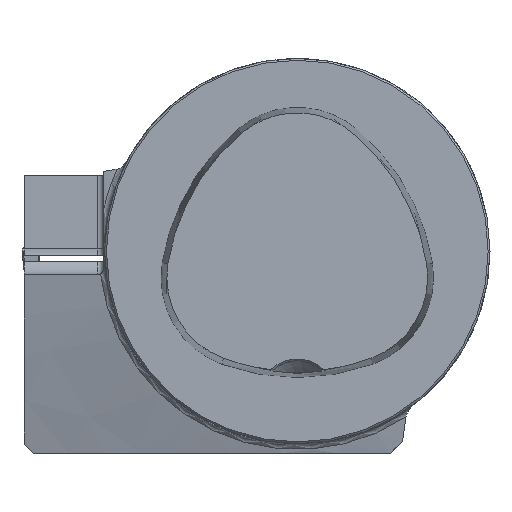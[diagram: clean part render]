
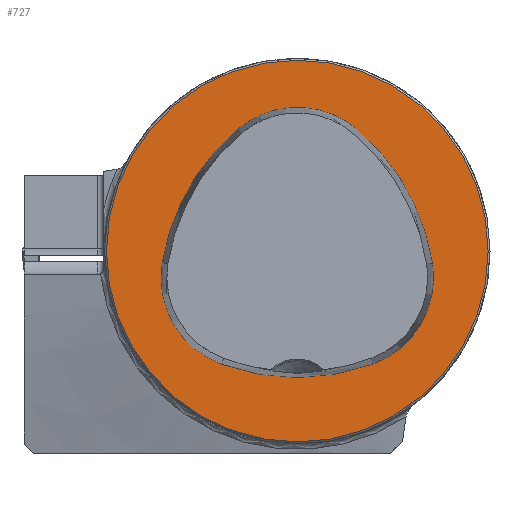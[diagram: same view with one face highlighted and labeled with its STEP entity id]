
A CAD part, top view. The second image highlights one B-rep face of the part: STEP entity #727.
In plain terms, the highlighted planar face has unit normal (0, 0, 1).
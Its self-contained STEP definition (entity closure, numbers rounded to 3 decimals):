
#157=FACE_BOUND('',#1052,.T.);
#158=FACE_BOUND('',#1053,.T.);
#243=PLANE('',#2941);
#727=ADVANCED_FACE('CU_FL_N1_SU_1',(#157,#158),#243,.T.);
#1052=EDGE_LOOP('',(#1467,#1468,#1469,#1470,#1471,#1472));
#1053=EDGE_LOOP('',(#1473));
#1202=CIRCLE('',#2932,36.075);
#1204=CIRCLE('',#2935,36.075);
#1205=CIRCLE('',#2936,15.075);
#1206=CIRCLE('',#2937,36.075);
#1207=CIRCLE('',#2938,15.075);
#1208=CIRCLE('',#2939,15.075);
#1209=CIRCLE('',#2940,31.2);
#1467=ORIENTED_EDGE('',*,*,#2491,.F.);
#1468=ORIENTED_EDGE('',*,*,#2492,.F.);
#1469=ORIENTED_EDGE('',*,*,#2493,.F.);
#1470=ORIENTED_EDGE('',*,*,#2494,.F.);
#1471=ORIENTED_EDGE('',*,*,#2488,.F.);
#1472=ORIENTED_EDGE('',*,*,#2495,.F.);
#1473=ORIENTED_EDGE('',*,*,#2496,.T.);
#2197=VERTEX_POINT('',#4459);
#2198=VERTEX_POINT('',#4461);
#2200=VERTEX_POINT('',#4467);
#2201=VERTEX_POINT('',#4468);
#2202=VERTEX_POINT('',#4470);
#2203=VERTEX_POINT('',#4472);
#2204=VERTEX_POINT('',#4476);
#2488=EDGE_CURVE('',#2197,#2198,#1202,.T.);
#2491=EDGE_CURVE('',#2200,#2201,#1204,.T.);
#2492=EDGE_CURVE('',#2202,#2200,#1205,.T.);
#2493=EDGE_CURVE('',#2203,#2202,#1206,.T.);
#2494=EDGE_CURVE('',#2198,#2203,#1207,.T.);
#2495=EDGE_CURVE('',#2201,#2197,#1208,.T.);
#2496=EDGE_CURVE('',#2204,#2204,#1209,.T.);
#2932=AXIS2_PLACEMENT_3D('',#4460,#3321,#3322);
#2935=AXIS2_PLACEMENT_3D('',#4466,#3328,#3329);
#2936=AXIS2_PLACEMENT_3D('',#4469,#3330,#3331);
#2937=AXIS2_PLACEMENT_3D('',#4471,#3332,#3333);
#2938=AXIS2_PLACEMENT_3D('',#4473,#3334,#3335);
#2939=AXIS2_PLACEMENT_3D('',#4474,#3336,#3337);
#2940=AXIS2_PLACEMENT_3D('',#4475,#3338,#3339);
#2941=AXIS2_PLACEMENT_3D('',#4477,#3340,#3341);
#3321=DIRECTION('',(0.,0.,1.));
#3322=DIRECTION('',(1.,0.,0.));
#3328=DIRECTION('',(0.,0.,1.));
#3329=DIRECTION('',(1.,0.,0.));
#3330=DIRECTION('',(0.,0.,1.));
#3331=DIRECTION('',(1.,0.,0.));
#3332=DIRECTION('',(0.,0.,1.));
#3333=DIRECTION('',(1.,0.,0.));
#3334=DIRECTION('',(0.,0.,1.));
#3335=DIRECTION('',(1.,0.,0.));
#3336=DIRECTION('',(0.,0.,1.));
#3337=DIRECTION('',(1.,0.,0.));
#3338=DIRECTION('',(0.,0.,1.));
#3339=DIRECTION('',(1.,0.,0.));
#3340=DIRECTION('',(0.,0.,1.));
#3341=DIRECTION('',(1.,0.,0.));
#4459=CARTESIAN_POINT('',(-12.368,-18.489,0.));
#4460=CARTESIAN_POINT('',(0.,15.4,0.));
#4461=CARTESIAN_POINT('',(12.368,-18.489,0.));
#4466=CARTESIAN_POINT('',(13.535,-7.656,0.));
#4467=CARTESIAN_POINT('',(-9.716,19.927,0.));
#4468=CARTESIAN_POINT('',(-22.084,-1.937,0.));
#4469=CARTESIAN_POINT('',(0.,8.4,0.));
#4470=CARTESIAN_POINT('',(9.716,19.927,0.));
#4471=CARTESIAN_POINT('',(-13.535,-7.656,0.));
#4472=CARTESIAN_POINT('',(22.084,-1.937,0.));
#4473=CARTESIAN_POINT('',(7.2,-4.327,0.));
#4474=CARTESIAN_POINT('',(-7.2,-4.327,0.));
#4475=CARTESIAN_POINT('',(0.,0.,0.));
#4476=CARTESIAN_POINT('',(31.2,0.,0.));
#4477=CARTESIAN_POINT('',(0.,0.,0.));
